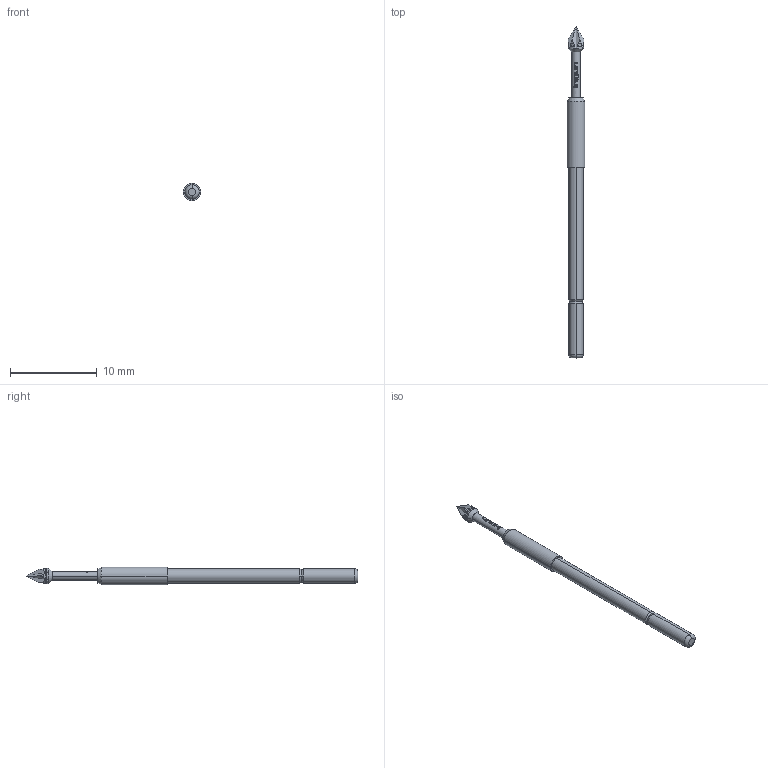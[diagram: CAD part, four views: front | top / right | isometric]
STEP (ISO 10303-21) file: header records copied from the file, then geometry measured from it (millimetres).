
FILE_DESCRIPTION (( 'STEP AP203' ), '1' );
FILE_NAME ('INGUN_HSS-118_317_175_A_xx08.STEP', '2022-02-01T08:32:43', ( 'ochi' ), ( '' ), 'SwSTEP 2.0', 'SolidWorks 2018', '' );
FILE_SCHEMA (( 'CONFIG_CONTROL_DESIGN' ));
Length unit declared in the file: millimetre
Products named in the file (1): INGUN_HSS-118_317_175_A_xx08
Bounding box: 2 x 38.3 x 2 mm (x, y, z)
Volume: 79.2 mm3; surface area: 198.5 mm2
Topology: 1 solids, 1 shells, 127 faces, 332 edges, 215 vertices
Faces by surface type: plane 55, cylinder 28, bspline 22, torus 18, cone 4
Entity records: 4269 total; most frequent: CARTESIAN_POINT 1355, ORIENTED_EDGE 664, DIRECTION 498, EDGE_CURVE 332, VERTEX_POINT 215, AXIS2_PLACEMENT_3D 206, EDGE_LOOP 135, ADVANCED_FACE 127
